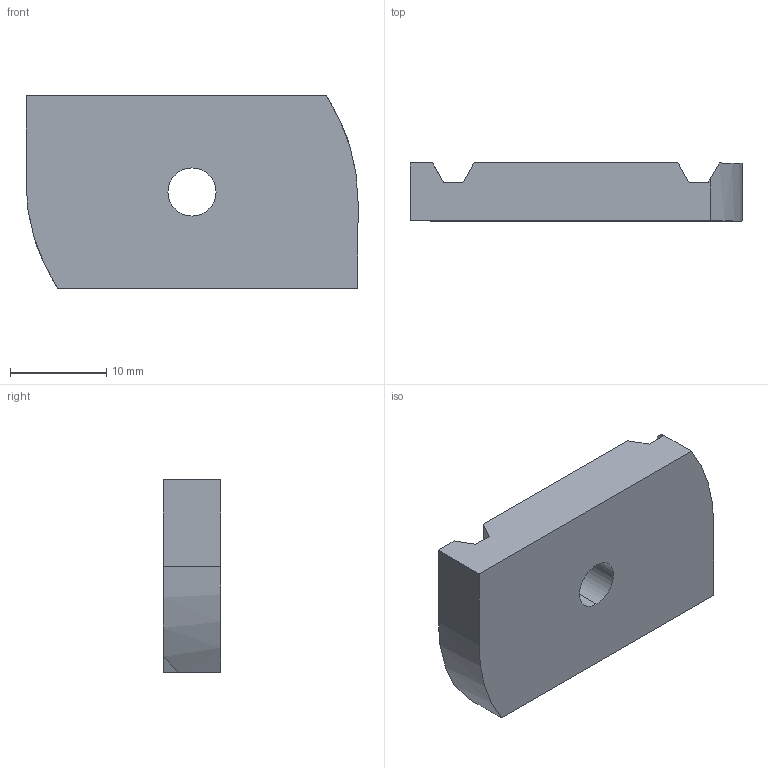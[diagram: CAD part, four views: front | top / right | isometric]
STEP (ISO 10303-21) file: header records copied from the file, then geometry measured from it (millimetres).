
FILE_DESCRIPTION (( 'STEP AP214' ), '1' );
FILE_NAME ('1147218.stp', '2017-11-10T09:38:02', ( '' ), ( '' ), 'SwSTEP 2.0', 'SolidWorks 2016', '' );
FILE_SCHEMA (( 'AUTOMOTIVE_DESIGN' ));
Length unit declared in the file: millimetre
Products named in the file (1): 1147218
Bounding box: 34.5 x 6 x 20 mm (x, y, z)
Volume: 3630.7 mm3; surface area: 2074.8 mm2
Topology: 1 solids, 1 shells, 18 faces, 48 edges, 32 vertices
Faces by surface type: plane 14, cylinder 4
Entity records: 598 total; most frequent: CARTESIAN_POINT 105, ORIENTED_EDGE 96, DIRECTION 92, EDGE_CURVE 48, VECTOR 38, LINE 38, VERTEX_POINT 32, AXIS2_PLACEMENT_3D 27
